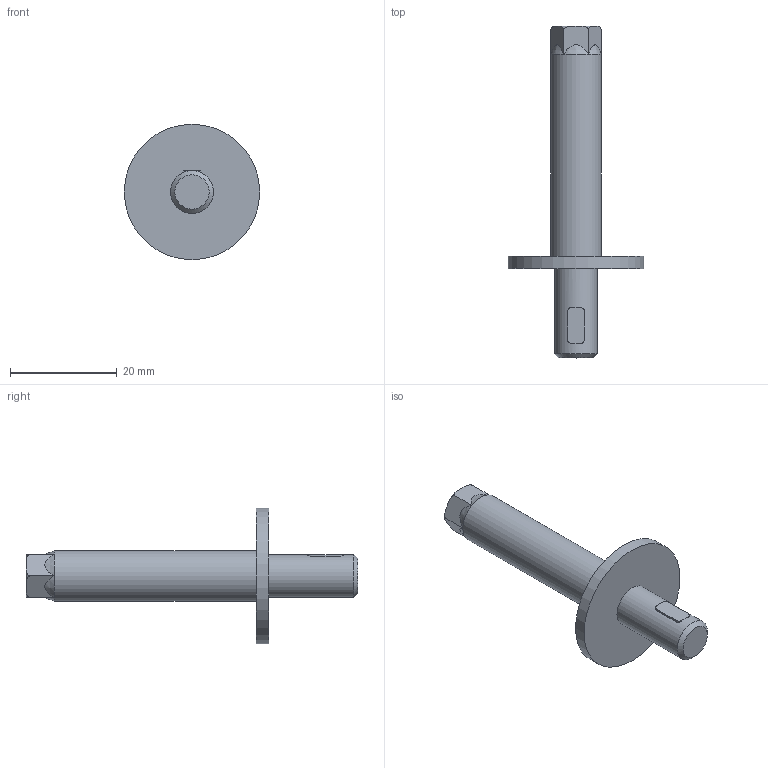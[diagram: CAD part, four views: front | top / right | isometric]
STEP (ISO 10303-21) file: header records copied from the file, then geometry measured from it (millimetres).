
FILE_DESCRIPTION(/* description */ ('STRIKER PIN WITH M8 THREAD AND WASHER SUB-ASSEMBLY'),/* implementation_level */ '2;1');
FILE_NAME(/* name */ '65-240-52M.stp',/* time_stamp */ '2023-11-29T10:22:26-05:00',/* author */ ('dtinay'),/* organization */ ('Eberhard Manufacturing Company'),/* preprocessor_version */ 'ST-DEVELOPER v20',/* originating_system */ 'Autodesk Inventor 2024',/* authorisation */ '');
FILE_SCHEMA (('AUTOMOTIVE_DESIGN { 1 0 10303 214 3 1 1 }'));
Length unit declared in the file: inch
Products named in the file (3): 65-240-52M; 65-240-10M; 63-240-11
Assembly tree (2 placements, depth 2):
  65-240-52M
    65-240-10M
    63-240-11
Bounding box: 25.4 x 62.23 x 25.4 mm (x, y, z)
Volume: 4920.1 mm3; surface area: 3047 mm2
Topology: 2 solids, 2 shells, 32 faces, 77 edges, 52 vertices
Faces by surface type: plane 19, cylinder 9, torus 2, cone 2
Full cylindrical faces by diameter (mm): 6.172 x1, 8.001 x2, 9.449 x1, 25.4 x1
Entity records: 1226 total; most frequent: CARTESIAN_POINT 358, ORIENTED_EDGE 154, DIRECTION 153, EDGE_CURVE 77, AXIS2_PLACEMENT_3D 62, VERTEX_POINT 52, EDGE_LOOP 37, FACE_OUTER_BOUND 32
